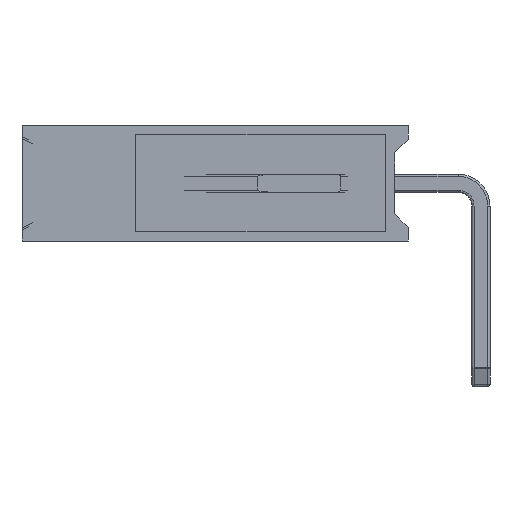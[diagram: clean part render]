
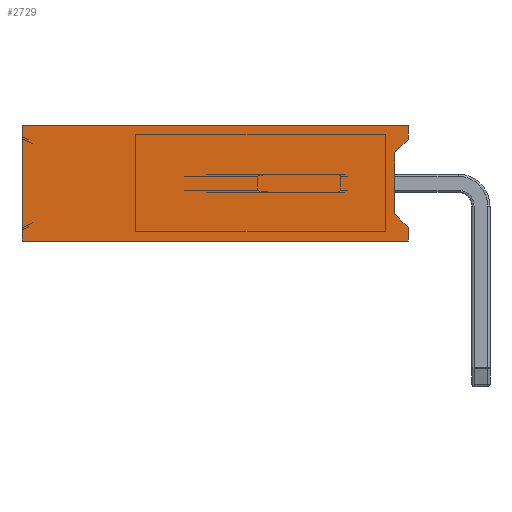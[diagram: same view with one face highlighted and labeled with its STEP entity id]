
A CAD part, left-side view. The second image highlights one B-rep face of the part: STEP entity #2729.
In plain terms, the highlighted planar face has unit normal (-1, 0, 0).
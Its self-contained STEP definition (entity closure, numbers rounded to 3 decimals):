
#222=PLANE('',#2967);
#297=FACE_OUTER_BOUND('',#460,.T.);
#460=EDGE_LOOP('',(#1829,#1830,#1831,#1832,#1833,#1834,#1835,#1836));
#627=LINE('',#4299,#825);
#631=LINE('',#4307,#829);
#637=LINE('',#4322,#835);
#648=LINE('',#4342,#846);
#649=LINE('',#4345,#847);
#652=LINE('',#4351,#850);
#653=LINE('',#4353,#851);
#654=LINE('',#4354,#852);
#825=VECTOR('',#3379,10.);
#829=VECTOR('',#3385,10.);
#835=VECTOR('',#3397,10.);
#846=VECTOR('',#3414,10.);
#847=VECTOR('',#3417,10.);
#850=VECTOR('',#3422,10.);
#851=VECTOR('',#3423,10.);
#852=VECTOR('',#3424,10.);
#1179=VERTEX_POINT('',#4297);
#1180=VERTEX_POINT('',#4298);
#1183=VERTEX_POINT('',#4306);
#1189=VERTEX_POINT('',#4321);
#1195=VERTEX_POINT('',#4340);
#1196=VERTEX_POINT('',#4344);
#1198=VERTEX_POINT('',#4350);
#1199=VERTEX_POINT('',#4352);
#1403=EDGE_CURVE('',#1179,#1180,#627,.T.);
#1407=EDGE_CURVE('',#1183,#1180,#631,.T.);
#1415=EDGE_CURVE('',#1183,#1189,#637,.T.);
#1426=EDGE_CURVE('',#1179,#1195,#648,.T.);
#1427=EDGE_CURVE('',#1196,#1189,#649,.T.);
#1430=EDGE_CURVE('',#1195,#1198,#652,.T.);
#1431=EDGE_CURVE('',#1199,#1198,#653,.T.);
#1432=EDGE_CURVE('',#1196,#1199,#654,.T.);
#1829=ORIENTED_EDGE('',*,*,#1407,.T.);
#1830=ORIENTED_EDGE('',*,*,#1403,.F.);
#1831=ORIENTED_EDGE('',*,*,#1426,.T.);
#1832=ORIENTED_EDGE('',*,*,#1430,.T.);
#1833=ORIENTED_EDGE('',*,*,#1431,.F.);
#1834=ORIENTED_EDGE('',*,*,#1432,.F.);
#1835=ORIENTED_EDGE('',*,*,#1427,.T.);
#1836=ORIENTED_EDGE('',*,*,#1415,.F.);
#2729=ADVANCED_FACE('',(#297),#222,.T.);
#2967=AXIS2_PLACEMENT_3D('',#4349,#3420,#3421);
#3379=DIRECTION('',(0.,0.707,-0.707));
#3385=DIRECTION('',(0.,0.,1.));
#3397=DIRECTION('',(0.,-0.707,-0.707));
#3414=DIRECTION('',(0.,0.,1.));
#3417=DIRECTION('',(0.,0.,1.));
#3420=DIRECTION('center_axis',(-1.,0.,0.));
#3421=DIRECTION('ref_axis',(0.,0.,
1.));
#3422=DIRECTION('',(0.,1.,0.));
#3423=DIRECTION('',(0.,0.,1.));
#3424=DIRECTION('',(0.,1.,0.));
#4297=CARTESIAN_POINT('',(-1.27,1.6,2.24));
#4298=CARTESIAN_POINT('',(-1.27,1.9,1.94));
#4299=CARTESIAN_POINT('',(-1.27,2.235,1.605));
#4306=CARTESIAN_POINT('',(-1.27,1.9,0.6));
#4307=CARTESIAN_POINT('',(-1.27,1.9,0.635));
#4321=CARTESIAN_POINT('',(-1.27,1.6,0.3));
#4322=CARTESIAN_POINT('',(-1.27,1.6,0.3));
#4340=CARTESIAN_POINT('',(-1.27,1.6,2.54));
#4342=CARTESIAN_POINT('',(-1.27,1.6,0.));
#4344=CARTESIAN_POINT('',(-1.27,1.6,0.));
#4345=CARTESIAN_POINT('',(-1.27,1.6,0.));
#4349=CARTESIAN_POINT('Origin',(-1.27,1.6,0.));
#4350=CARTESIAN_POINT('',(-1.27,10.1,2.54));
#4351=CARTESIAN_POINT('',(-1.27,1.6,2.54));
#4352=CARTESIAN_POINT('',(-1.27,10.1,0.));
#4353=CARTESIAN_POINT('',(-1.27,10.1,0.));
#4354=CARTESIAN_POINT('',(-1.27,1.6,0.));
